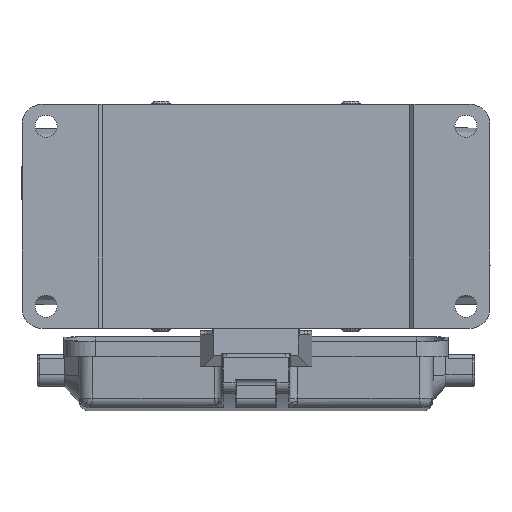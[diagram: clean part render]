
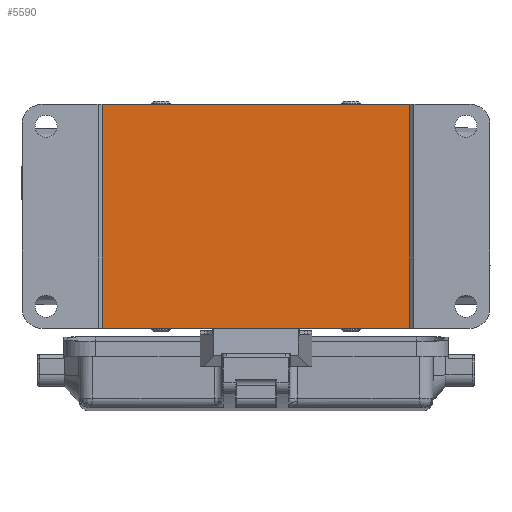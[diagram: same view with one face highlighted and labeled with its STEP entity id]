
A CAD part, front view. The second image highlights one B-rep face of the part: STEP entity #5590.
In plain terms, the highlighted planar face has unit normal (0, -1, 0).
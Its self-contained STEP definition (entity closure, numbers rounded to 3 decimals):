
#180 = VECTOR ( 'NONE', #9381, 1000. ) ;
#183 = VECTOR ( 'NONE', #9375, 1000. ) ;
#184 = VECTOR ( 'NONE', #9372, 1000. ) ;
#1252 = EDGE_LOOP ( 'NONE', ( #10636, #10633, #10631, #10641 ) ) ;
#1395 = AXIS2_PLACEMENT_3D ( 'NONE', #3714, #3715, #3716 ) ;
#1410 = FACE_OUTER_BOUND ( 'NONE', #1252, .T. ) ;
#2044 = VERTEX_POINT ( 'NONE', #2861 ) ;
#2861 = CARTESIAN_POINT ( 'NONE',  ( -38.5, -23., -28. ) ) ;
#3713 = PLANE ( 'NONE',  #1395 ) ;
#3714 = CARTESIAN_POINT ( 'NONE',  ( 38.5, -23., 33.6 ) ) ;
#3715 = DIRECTION ( 'NONE',  ( 0., 1., 0. ) ) ;
#3716 = DIRECTION ( 'NONE',  ( 0., 0., 1. ) ) ;
#5308 = CARTESIAN_POINT ( 'NONE',  ( 38.5, -23., -28. ) ) ;
#5340 = CARTESIAN_POINT ( 'NONE',  ( 38.5, -23., 28. ) ) ;
#5341 = CARTESIAN_POINT ( 'NONE',  ( -38.5, -23., 28. ) ) ;
#5590 = ADVANCED_FACE ( 'NONE', ( #1410 ), #3713, .F. ) ;
#9370 = LINE ( 'NONE', #9371, #184 ) ;
#9371 = CARTESIAN_POINT ( 'NONE',  ( 38.5, -23., 33.6 ) ) ;
#9372 = DIRECTION ( 'NONE',  ( 0., 0., 1. ) ) ;
#9373 = LINE ( 'NONE', #9374, #183 ) ;
#9374 = CARTESIAN_POINT ( 'NONE',  ( -38.5, -23., 33.6 ) ) ;
#9375 = DIRECTION ( 'NONE',  ( 0., 0., -1. ) ) ;
#9379 = LINE ( 'NONE', #9380, #180 ) ;
#9380 = CARTESIAN_POINT ( 'NONE',  ( 58.5, -23., -28. ) ) ;
#9381 = DIRECTION ( 'NONE',  ( -1., 0., 0. ) ) ;
#10631 = ORIENTED_EDGE ( 'NONE', *, *, #23000, .F. ) ;
#10633 = ORIENTED_EDGE ( 'NONE', *, *, #11623, .T. ) ;
#10636 = ORIENTED_EDGE ( 'NONE', *, *, #11626, .F. ) ;
#10641 = ORIENTED_EDGE ( 'NONE', *, *, #11624, .T. ) ;
#11623 = EDGE_CURVE ( 'NONE', #23876, #23915, #9370, .T. ) ;
#11624 = EDGE_CURVE ( 'NONE', #23917, #2044, #9373, .T. ) ;
#11626 = EDGE_CURVE ( 'NONE', #23876, #2044, #9379, .T. ) ;
#14822 = LINE ( 'NONE', #14823, #17077 ) ;
#14823 = CARTESIAN_POINT ( 'NONE',  ( -58.5, -23., 28. ) ) ;
#14824 = DIRECTION ( 'NONE',  ( 1., 0., 0. ) ) ;
#17077 = VECTOR ( 'NONE', #14824, 1000. ) ;
#23000 = EDGE_CURVE ( 'NONE', #23917, #23915, #14822, .T. ) ;
#23876 = VERTEX_POINT ( 'NONE', #5308 ) ;
#23915 = VERTEX_POINT ( 'NONE', #5340 ) ;
#23917 = VERTEX_POINT ( 'NONE', #5341 ) ;
